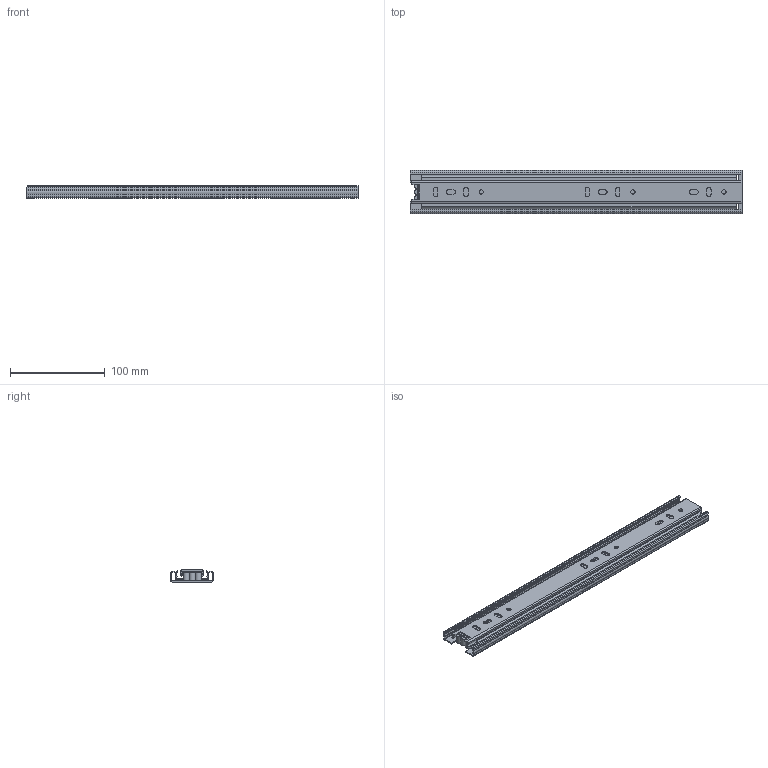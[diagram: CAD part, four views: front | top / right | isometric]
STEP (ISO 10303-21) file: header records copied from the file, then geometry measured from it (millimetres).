
FILE_DESCRIPTION (( 'STEP AP214' ), '1' );
FILE_NAME ('F000800-CLOSED_3D.step', '2022-06-06T12:50:53', ( '' ), ( '' ), 'SwSTEP 2.0', 'SolidWorks 2020', '' );
FILE_SCHEMA (( 'AUTOMOTIVE_DESIGN' ));
Length unit declared in the file: millimetre
Products named in the file (5): NB55-VNEJSI-350; F000800-CLOSED_3D; NB55-STREDNI-350; NB55-VNITRNI-350; Doraz
Assembly tree (4 placements, depth 2):
  F000800-CLOSED_3D
    NB55-VNEJSI-350
    NB55-VNITRNI-350
    NB55-STREDNI-350
    Doraz
Bounding box: 350 x 45.7 x 12.7 mm (x, y, z)
Volume: 66681.1 mm3; surface area: 109166.9 mm2
Topology: 4 solids, 4 shells, 282 faces, 822 edges, 548 vertices
Faces by surface type: plane 132, cylinder 86, bspline 64
Entity records: 9996 total; most frequent: CARTESIAN_POINT 2491, ORIENTED_EDGE 1644, DIRECTION 1316, EDGE_CURVE 822, VERTEX_POINT 548, LINE 522, VECTOR 522, AXIS2_PLACEMENT_3D 397
